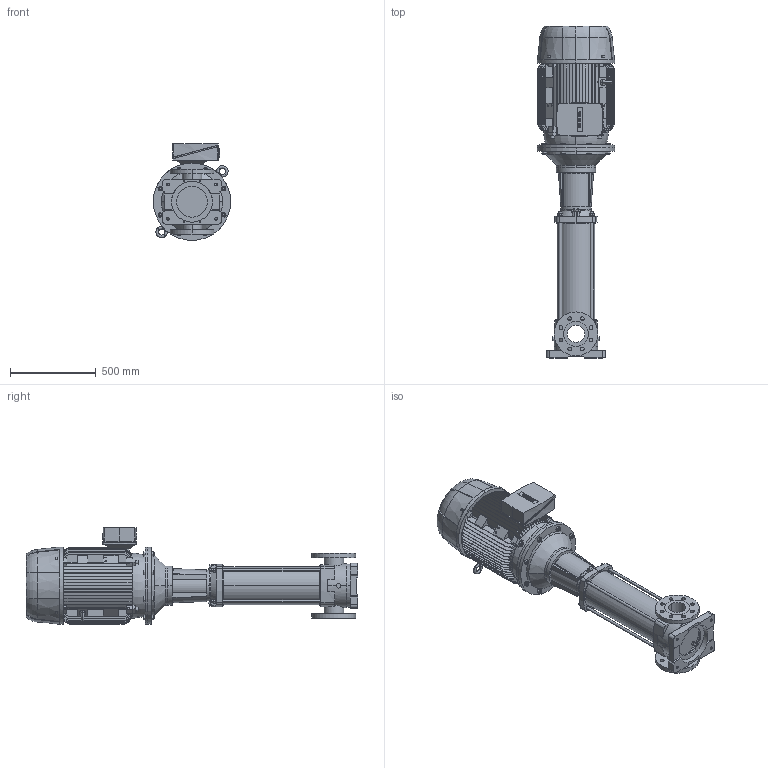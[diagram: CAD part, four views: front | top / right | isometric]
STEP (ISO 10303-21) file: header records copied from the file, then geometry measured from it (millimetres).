
FILE_DESCRIPTION (( 'STEP AP203' ), '1' );
FILE_NAME ('4.93.632.21swa01.step', '2023-04-21T10:13:44', ( '' ), ( '' ), 'SwSTEP 2.0', 'SolidWorks 2020', '' );
FILE_SCHEMA (( 'CONFIG_CONTROL_DESIGN' ));
Length unit declared in the file: millimetre
Products named in the file (4): 10017785swn00; 4.93.631.17swp01; 4.93.632.21swa01; Copia di 4_93_632_21_REV00^4.93.632.21swa01
Assembly tree (3 placements, depth 2):
  4.93.632.21swa01
    4.93.631.17swp01
    Copia di 4_93_632_21_REV00^4.93.632.21swa01
    10017785swn00
Bounding box: 450 x 1930.6 x 563 mm (x, y, z)
Volume: 115153453.3 mm3; surface area: 6166247.3 mm2
Topology: 41 solids, 41 shells, 1797 faces, 4714 edges, 3067 vertices
Faces by surface type: plane 944, cylinder 501, cone 180, torus 146, bspline 26
Entity records: 68334 total; most frequent: CARTESIAN_POINT 24562, ORIENTED_EDGE 9408, DIRECTION 8433, EDGE_CURVE 4704, VERTEX_POINT 3067, AXIS2_PLACEMENT_3D 3010, VECTOR 2413, LINE 2413
